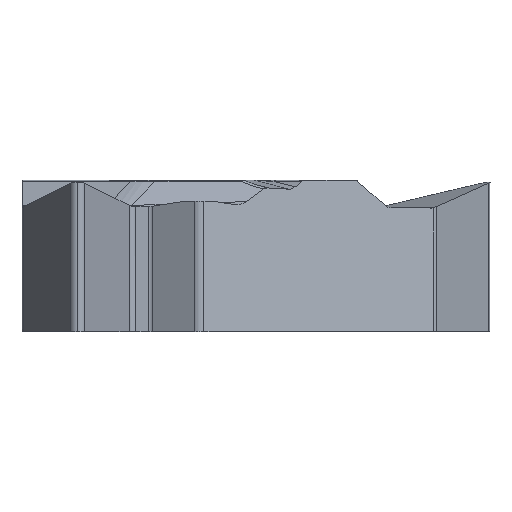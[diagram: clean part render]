
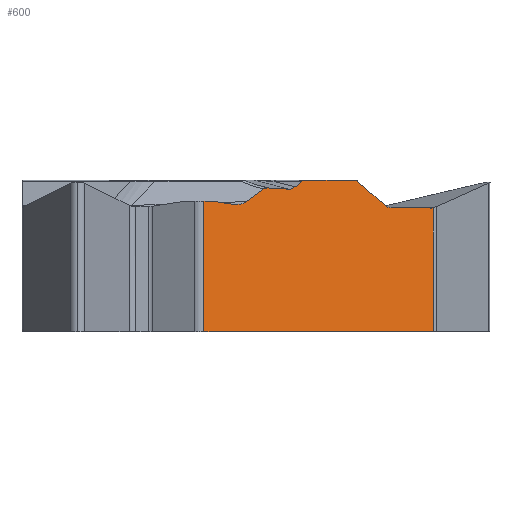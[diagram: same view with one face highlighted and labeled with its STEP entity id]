
A CAD part, front view. The second image highlights one B-rep face of the part: STEP entity #600.
In plain terms, the highlighted planar face has unit normal (0.5, -0.866, 0).
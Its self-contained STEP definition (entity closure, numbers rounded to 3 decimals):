
#69=PLANE('',#2153);
#116=FACE_OUTER_BOUND('',#773,.T.);
#229=ELLIPSE('',#2147,0.264,0.25);
#230=ELLIPSE('',#2148,0.29,0.25);
#231=ELLIPSE('',#2149,0.166,0.15);
#232=ELLIPSE('',#2150,0.167,0.15);
#233=ELLIPSE('',#2151,0.416,0.25);
#234=ELLIPSE('',#2152,0.5,0.25);
#305=LINE('',#3482,#464);
#306=LINE('',#3485,#465);
#307=LINE('',#3489,#466);
#308=LINE('',#3493,#467);
#309=LINE('',#3497,#468);
#310=LINE('',#3501,#469);
#311=LINE('',#3514,#470);
#312=LINE('',#3529,#471);
#313=LINE('',#3533,#472);
#314=LINE('',#3537,#473);
#315=LINE('',#3539,#474);
#464=VECTOR('',#2440,1.);
#465=VECTOR('',#2441,1.);
#466=VECTOR('',#2444,1.);
#467=VECTOR('',#2447,1.);
#468=VECTOR('',#2450,1.);
#469=VECTOR('',#2453,1.);
#470=VECTOR('',#2454,1.);
#471=VECTOR('',#2455,1.);
#472=VECTOR('',#2458,1.);
#473=VECTOR('',#2461,1.);
#474=VECTOR('',#2462,1.);
#600=ADVANCED_FACE('',(#116),#69,.F.);
#773=EDGE_LOOP('',(#967,#968,#969,#970,#971,#972,#973,#974,#975,#976,#977,
#978,#979,#980,#981,#982,#983,#984,#985,#986));
#967=ORIENTED_EDGE('',*,*,#1753,.F.);
#968=ORIENTED_EDGE('',*,*,#1754,.T.);
#969=ORIENTED_EDGE('',*,*,#1755,.T.);
#970=ORIENTED_EDGE('',*,*,#1756,.F.);
#971=ORIENTED_EDGE('',*,*,#1757,.T.);
#972=ORIENTED_EDGE('',*,*,#1758,.T.);
#973=ORIENTED_EDGE('',*,*,#1759,.F.);
#974=ORIENTED_EDGE('',*,*,#1760,.F.);
#975=ORIENTED_EDGE('',*,*,#1761,.F.);
#976=ORIENTED_EDGE('',*,*,#1762,.T.);
#977=ORIENTED_EDGE('',*,*,#1763,.T.);
#978=ORIENTED_EDGE('',*,*,#1764,.T.);
#979=ORIENTED_EDGE('',*,*,#1765,.T.);
#980=ORIENTED_EDGE('',*,*,#1766,.F.);
#981=ORIENTED_EDGE('',*,*,#1767,.F.);
#982=ORIENTED_EDGE('',*,*,#1768,.T.);
#983=ORIENTED_EDGE('',*,*,#1769,.T.);
#984=ORIENTED_EDGE('',*,*,#1770,.F.);
#985=ORIENTED_EDGE('',*,*,#1771,.T.);
#986=ORIENTED_EDGE('',*,*,#1772,.T.);
#1547=VERTEX_POINT('',#3483);
#1548=VERTEX_POINT('',#3484);
#1549=VERTEX_POINT('',#3486);
#1550=VERTEX_POINT('',#3488);
#1551=VERTEX_POINT('',#3490);
#1552=VERTEX_POINT('',#3492);
#1553=VERTEX_POINT('',#3494);
#1554=VERTEX_POINT('',#3496);
#1555=VERTEX_POINT('',#3498);
#1556=VERTEX_POINT('',#3500);
#1557=VERTEX_POINT('',#3502);
#1558=VERTEX_POINT('',#3513);
#1559=VERTEX_POINT('',#3515);
#1560=VERTEX_POINT('',#3520);
#1561=VERTEX_POINT('',#3528);
#1562=VERTEX_POINT('',#3530);
#1563=VERTEX_POINT('',#3532);
#1564=VERTEX_POINT('',#3534);
#1565=VERTEX_POINT('',#3536);
#1566=VERTEX_POINT('',#3538);
#1753=EDGE_CURVE('',#1547,#1548,#305,.T.);
#1754=EDGE_CURVE('',#1547,#1549,#306,.T.);
#1755=EDGE_CURVE('',#1549,#1550,#229,.T.);
#1756=EDGE_CURVE('',#1551,#1550,#307,.T.);
#1757=EDGE_CURVE('',#1551,#1552,#230,.T.);
#1758=EDGE_CURVE('',#1552,#1553,#308,.T.);
#1759=EDGE_CURVE('',#1554,#1553,#231,.T.);
#1760=EDGE_CURVE('',#1555,#1554,#309,.T.);
#1761=EDGE_CURVE('',#1556,#1555,#232,.T.);
#1762=EDGE_CURVE('',#1556,#1557,#310,.T.);
#1763=EDGE_CURVE('',#1557,#1558,#2052,.T.);
#1764=EDGE_CURVE('',#1558,#1559,#311,.T.);
#1765=EDGE_CURVE('',#1559,#1560,#2053,.T.);
#1766=EDGE_CURVE('',#1561,#1560,#2054,.T.);
#1767=EDGE_CURVE('',#1562,#1561,#312,.T.);
#1768=EDGE_CURVE('',#1562,#1563,#233,.T.);
#1769=EDGE_CURVE('',#1563,#1564,#313,.T.);
#1770=EDGE_CURVE('',#1565,#1564,#234,.T.);
#1771=EDGE_CURVE('',#1565,#1566,#314,.T.);
#1772=EDGE_CURVE('',#1566,#1548,#315,.T.);
#2052=B_SPLINE_CURVE_WITH_KNOTS('',3,(#3503,#3504,#3505,#3506,#3507,#3508,
#3509,#3510,#3511,#3512),.UNSPECIFIED.,.F.,.F.,(4,3,3,4),(0.,0.474,
0.706,1.),.UNSPECIFIED.);
#2053=B_SPLINE_CURVE_WITH_KNOTS('',3,(#3516,#3517,#3518,#3519),
 .UNSPECIFIED.,.F.,.F.,(4,4),(0.,1.),.UNSPECIFIED.);
#2054=B_SPLINE_CURVE_WITH_KNOTS('',3,(#3521,#3522,#3523,#3524,#3525,#3526,
#3527),.UNSPECIFIED.,.F.,.F.,(4,3,4),(0.,0.443,1.),
 .UNSPECIFIED.);
#2147=AXIS2_PLACEMENT_3D('',#3487,#2442,#2443);
#2148=AXIS2_PLACEMENT_3D('',#3491,#2445,#2446);
#2149=AXIS2_PLACEMENT_3D('',#3495,#2448,#2449);
#2150=AXIS2_PLACEMENT_3D('',#3499,#2451,#2452);
#2151=AXIS2_PLACEMENT_3D('',#3531,#2456,#2457);
#2152=AXIS2_PLACEMENT_3D('',#3535,#2459,#2460);
#2153=AXIS2_PLACEMENT_3D('',#3540,#2463,#2464);
#2440=DIRECTION('',(-0.866,-0.5,0.));
#2441=DIRECTION('',(0.,0.,1.));
#2442=DIRECTION('',(-0.5,0.866,0.));
#2443=DIRECTION('',(-0.837,-0.483,-0.259));
#2444=DIRECTION('',(0.866,0.5,0.));
#2445=DIRECTION('',(-0.5,0.866,0.));
#2446=DIRECTION('',(-0.856,-0.494,0.149));
#2447=DIRECTION('',(-0.689,-0.398,0.605));
#2448=DIRECTION('',(-0.5,0.866,0.));
#2449=DIRECTION('',(-0.866,-0.5,0.));
#2450=DIRECTION('',(0.866,0.5,0.));
#2451=DIRECTION('',(-0.5,0.866,0.));
#2452=DIRECTION('',(-0.866,-0.5,0.));
#2453=DIRECTION('',(-0.687,-0.397,-0.608));
#2454=DIRECTION('',(-0.865,-0.499,0.049));
#2455=DIRECTION('',(0.733,0.423,0.532));
#2456=DIRECTION('',(-0.5,0.866,0.));
#2457=DIRECTION('',(0.865,0.5,0.041));
#2458=DIRECTION('',(-0.858,-0.496,0.133));
#2459=DIRECTION('',(-0.5,0.866,0.));
#2460=DIRECTION('',(-0.866,-0.5,0.));
#2461=DIRECTION('',(-0.866,-0.5,0.));
#2462=DIRECTION('',(0.,0.,-1.));
#2463=DIRECTION('',(-0.5,0.866,0.));
#2464=DIRECTION('',(-0.866,-0.5,0.));
#3482=CARTESIAN_POINT('',(8.733,-0.457,-3.97));
#3483=CARTESIAN_POINT('',(6.359,-1.828,-3.97));
#3484=CARTESIAN_POINT('',(0.16,-5.407,-3.97));
#3485=CARTESIAN_POINT('',(6.359,-1.828,0.08));
#3486=CARTESIAN_POINT('',(6.359,-1.828,-0.617));
#3487=CARTESIAN_POINT('',(6.329,-1.845,-0.369));
#3488=CARTESIAN_POINT('',(6.323,-1.849,-0.62));
#3489=CARTESIAN_POINT('',(-3.971,-7.792,-0.62));
#3490=CARTESIAN_POINT('',(5.231,-2.479,-0.62));
#3491=CARTESIAN_POINT('',(5.22,-2.485,-0.369));
#3492=CARTESIAN_POINT('',(5.06,-2.578,-0.555));
#3493=CARTESIAN_POINT('',(-0.927,-6.034,4.702));
#3494=CARTESIAN_POINT('',(4.32,-3.005,0.095));
#3495=CARTESIAN_POINT('',(4.228,-3.058,-0.02));
#3496=CARTESIAN_POINT('',(4.228,-3.058,0.13));
#3497=CARTESIAN_POINT('',(-3.971,-7.792,0.13));
#3498=CARTESIAN_POINT('',(2.884,-3.834,0.13));
#3499=CARTESIAN_POINT('',(2.884,-3.834,-0.02));
#3500=CARTESIAN_POINT('',(2.79,-3.888,0.094));
#3501=CARTESIAN_POINT('',(-1.476,-6.352,-3.68));
#3502=CARTESIAN_POINT('',(2.626,-3.983,-0.051));
#3503=CARTESIAN_POINT('',(2.626,-3.983,-0.051));
#3504=CARTESIAN_POINT('',(2.603,-3.996,-0.071));
#3505=CARTESIAN_POINT('',(2.577,-4.011,-0.087));
#3506=CARTESIAN_POINT('',(2.55,-4.027,-0.097));
#3507=CARTESIAN_POINT('',(2.536,-4.035,-0.102));
#3508=CARTESIAN_POINT('',(2.522,-4.043,-0.106));
#3509=CARTESIAN_POINT('',(2.508,-4.051,-0.108));
#3510=CARTESIAN_POINT('',(2.49,-4.061,-0.112));
#3511=CARTESIAN_POINT('',(2.472,-4.072,-0.113));
#3512=CARTESIAN_POINT('',(2.454,-4.082,-0.112));
#3513=CARTESIAN_POINT('',(2.454,-4.082,-0.112));
#3514=CARTESIAN_POINT('',(8.711,-0.47,-0.463));
#3515=CARTESIAN_POINT('',(1.894,-4.406,-0.08));
#3516=CARTESIAN_POINT('',(1.894,-4.406,-0.08));
#3517=CARTESIAN_POINT('',(1.893,-4.407,-0.08));
#3518=CARTESIAN_POINT('',(1.891,-4.407,-0.08));
#3519=CARTESIAN_POINT('',(1.89,-4.408,-0.08));
#3520=CARTESIAN_POINT('',(1.89,-4.408,-0.08));
#3521=CARTESIAN_POINT('',(1.781,-4.471,-0.107));
#3522=CARTESIAN_POINT('',(1.795,-4.463,-0.097));
#3523=CARTESIAN_POINT('',(1.811,-4.454,-0.09));
#3524=CARTESIAN_POINT('',(1.827,-4.444,-0.085));
#3525=CARTESIAN_POINT('',(1.848,-4.433,-0.08));
#3526=CARTESIAN_POINT('',(1.869,-4.42,-0.078));
#3527=CARTESIAN_POINT('',(1.89,-4.408,-0.08));
#3528=CARTESIAN_POINT('',(1.781,-4.471,-0.107));
#3529=CARTESIAN_POINT('',(6.839,-1.551,3.562));
#3530=CARTESIAN_POINT('',(1.31,-4.743,-0.449));
#3531=CARTESIAN_POINT('',(1.055,-4.89,-0.28));
#3532=CARTESIAN_POINT('',(0.963,-4.943,-0.525));
#3533=CARTESIAN_POINT('',(8.528,-0.576,-1.695));
#3534=CARTESIAN_POINT('',(0.503,-5.209,-0.454));
#3535=CARTESIAN_POINT('',(0.391,-5.274,-0.695));
#3536=CARTESIAN_POINT('',(0.391,-5.274,-0.445));
#3537=CARTESIAN_POINT('',(8.733,-0.457,-0.445));
#3538=CARTESIAN_POINT('',(0.16,-5.407,-0.445));
#3539=CARTESIAN_POINT('',(0.16,-5.407,0.08));
#3540=CARTESIAN_POINT('',(8.733,-0.457,0.08));
